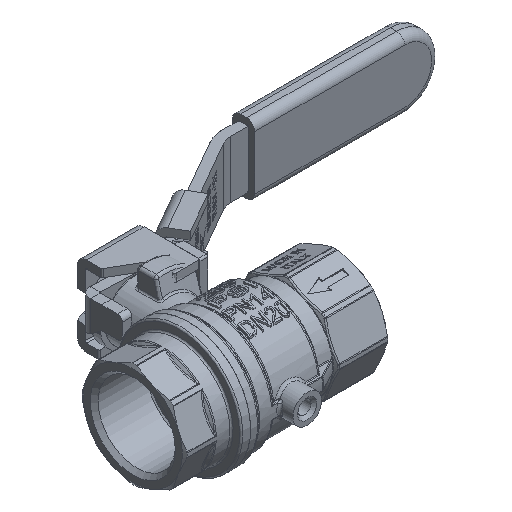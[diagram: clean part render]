
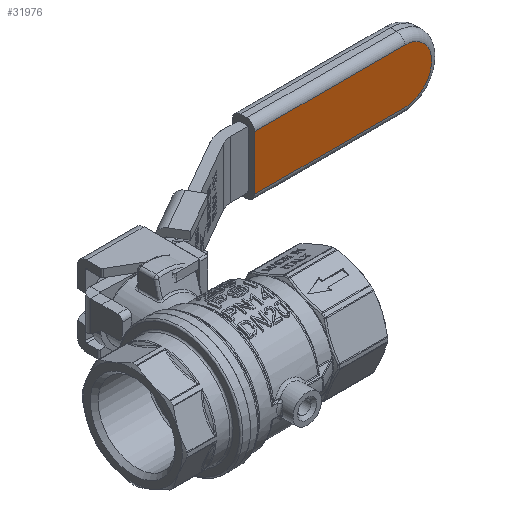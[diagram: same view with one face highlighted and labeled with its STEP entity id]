
A CAD part, isometric view. The second image highlights one B-rep face of the part: STEP entity #31976.
In plain terms, the highlighted face is planar.
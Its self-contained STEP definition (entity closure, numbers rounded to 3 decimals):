
#1673=PLANE('',#34262);
#3594=FACE_OUTER_BOUND('',#5535,.T.);
#5535=EDGE_LOOP('',(#29732,#29733,#29734,#29735));
#9532=LINE('',#67171,#12231);
#9533=LINE('',#67182,#12232);
#9535=LINE('',#67185,#12234);
#12231=VECTOR('',#41035,10.);
#12232=VECTOR('',#41048,10.);
#12234=VECTOR('',#41052,10.);
#12892=CIRCLE('',#34258,8.5);
#15888=VERTEX_POINT('',#67164);
#15891=VERTEX_POINT('',#67169);
#15893=VERTEX_POINT('',#67174);
#15895=VERTEX_POINT('',#67180);
#20512=EDGE_CURVE('',#15891,#15888,#9532,.T.);
#20514=EDGE_CURVE('',#15893,#15891,#12892,.T.);
#20517=EDGE_CURVE('',#15895,#15893,#9533,.T.);
#20519=EDGE_CURVE('',#15888,#15895,#9535,.T.);
#29732=ORIENTED_EDGE('',*,*,#20512,.F.);
#29733=ORIENTED_EDGE('',*,*,#20514,.F.);
#29734=ORIENTED_EDGE('',*,*,#20517,.F.);
#29735=ORIENTED_EDGE('',*,*,#20519,.F.);
#31976=ADVANCED_FACE('',(#3594),#1673,.F.);
#34258=AXIS2_PLACEMENT_3D('',#67176,#41040,#41041);
#34262=AXIS2_PLACEMENT_3D('',#67184,#41050,#41051);
#41035=DIRECTION('',(-1.,0.,0.));
#41040=DIRECTION('center_axis',(0.,0.,1.));
#41041=DIRECTION('ref_axis',(1.,0.,0.));
#41048=DIRECTION('',(1.,0.,0.));
#41050=DIRECTION('center_axis',(0.,0.,1.));
#41051=DIRECTION('ref_axis',(1.,0.,0.));
#41052=DIRECTION('',(0.,-1.,0.));
#67164=CARTESIAN_POINT('',(-2.,8.5,0.));
#67169=CARTESIAN_POINT('',(45.,8.5,0.));
#67171=CARTESIAN_POINT('',(11.455,8.5,0.));
#67174=CARTESIAN_POINT('',(45.,-8.5,0.));
#67176=CARTESIAN_POINT('Origin',(45.,0.,0.));
#67180=CARTESIAN_POINT('',(-2.,-8.5,0.));
#67182=CARTESIAN_POINT('',(34.955,-8.5,0.));
#67184=CARTESIAN_POINT('Origin',(24.909,0.,
0.));
#67185=CARTESIAN_POINT('',(-2.,11.,0.));
